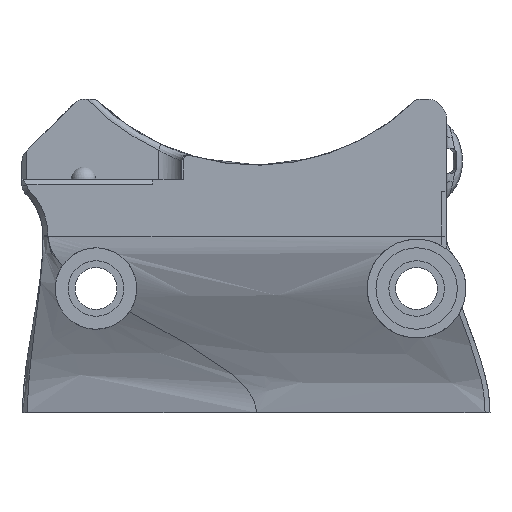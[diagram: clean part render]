
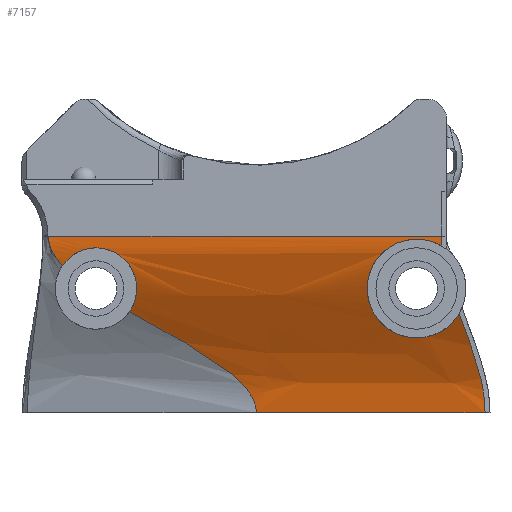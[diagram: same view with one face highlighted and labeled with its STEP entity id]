
A CAD part, front view. The second image highlights one B-rep face of the part: STEP entity #7157.
In plain terms, the highlighted free-form (B-spline) face has degree [3, 3] with [10, 4] control points.
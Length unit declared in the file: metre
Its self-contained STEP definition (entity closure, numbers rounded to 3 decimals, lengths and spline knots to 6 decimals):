
#1120=LINE('',#15580,#1725);
#1124=LINE('',#15689,#1729);
#1725=VECTOR('',#9262,1.);
#1729=VECTOR('',#9270,1.);
#3651=ORIENTED_EDGE('',*,*,#4796,.T.);
#3652=ORIENTED_EDGE('',*,*,#4811,.T.);
#3653=ORIENTED_EDGE('',*,*,#4798,.T.);
#3654=ORIENTED_EDGE('',*,*,#4804,.T.);
#3655=ORIENTED_EDGE('',*,*,#4812,.F.);
#3656=ORIENTED_EDGE('',*,*,#4709,.T.);
#3657=ORIENTED_EDGE('',*,*,#4813,.F.);
#3658=ORIENTED_EDGE('',*,*,#4814,.T.);
#4709=EDGE_CURVE('',#5460,#5459,#5763,.T.);
#4796=EDGE_CURVE('',#5529,#5528,#5798,.T.);
#4798=EDGE_CURVE('',#5530,#5523,#5799,.T.);
#4804=EDGE_CURVE('',#5523,#5512,#1120,.T.);
#4811=EDGE_CURVE('',#5528,#5530,#5804,.T.);
#4812=EDGE_CURVE('',#5460,#5512,#5805,.T.);
#4813=EDGE_CURVE('',#5538,#5459,#5806,.T.);
#4814=EDGE_CURVE('',#5538,#5529,#1124,.T.);
#5459=VERTEX_POINT('',#14217);
#5460=VERTEX_POINT('',#14218);
#5512=VERTEX_POINT('',#15467);
#5523=VERTEX_POINT('',#15499);
#5528=VERTEX_POINT('',#15533);
#5529=VERTEX_POINT('',#15538);
#5530=VERTEX_POINT('',#15560);
#5538=VERTEX_POINT('',#15688);
#5763=B_SPLINE_CURVE_WITH_KNOTS('',3,(#14219,#14220,#14221,#14222,#14223,
#14224,#14225,#14226,#14227),.UNSPECIFIED.,.F.,.F.,(4,1,1,1,1,1,4),(0.,
0.00269,0.004035,0.005379,0.006724,
0.008069,0.010759),.UNSPECIFIED.);
#5798=B_SPLINE_CURVE_WITH_KNOTS('',3,(#15534,#15535,#15536,#15537),
 .UNSPECIFIED.,.F.,.F.,(4,4),(0.,1.),.PIECEWISE_BEZIER_KNOTS.);
#5799=B_SPLINE_CURVE_WITH_KNOTS('',3,(#15556,#15557,#15558,#15559),
 .UNSPECIFIED.,.F.,.F.,(4,4),(0.,1.),.PIECEWISE_BEZIER_KNOTS.);
#5804=B_SPLINE_CURVE_WITH_KNOTS('',3,(#15669,#15670,#15671,#15672,#15673,
#15674,#15675,#15676,#15677,#15678,#15679),.UNSPECIFIED.,.F.,.F.,(4,1,1,
1,1,1,1,1,4),(0.,0.002441,0.004882,
0.007323,0.009764,0.012205,0.014646,
0.017087,0.019528),.UNSPECIFIED.);
#5805=B_SPLINE_CURVE_WITH_KNOTS('',3,(#15680,#15681,#15682,#15683),
 .UNSPECIFIED.,.F.,.F.,(4,4),(0.,1.),.PIECEWISE_BEZIER_KNOTS.);
#5806=B_SPLINE_CURVE_WITH_KNOTS('',3,(#15684,#15685,#15686,#15687),
 .UNSPECIFIED.,.F.,.F.,(4,4),(0.,1.),.PIECEWISE_BEZIER_KNOTS.);
#6225=EDGE_LOOP('',(#3651,#3652,#3653,#3654,#3655,#3656,#3657,#3658));
#6692=FACE_BOUND('',#6225,.T.);
#6798=B_SPLINE_SURFACE_WITH_KNOTS('',3,3,((#15629,#15630,#15631,#15632),
(#15633,#15634,#15635,#15636),(#15637,#15638,#15639,#15640),(#15641,#15642,
#15643,#15644),(#15645,#15646,#15647,#15648),(#15649,#15650,#15651,#15652),
(#15653,#15654,#15655,#15656),(#15657,#15658,#15659,#15660),(#15661,#15662,
#15663,#15664),(#15665,#15666,#15667,#15668)),.UNSPECIFIED.,.F.,.F.,.F.,
(4,2,2,2,4),(4,4),(0.,0.25,0.5,0.75,1.),(0.,1.),.UNSPECIFIED.);
#7157=ADVANCED_FACE('',(#6692),#6798,.T.);
#9262=DIRECTION('',(-1.,0.,0.));
#9270=DIRECTION('',(1.,0.,0.));
#14217=CARTESIAN_POINT('',(-0.010297,-0.043268,0.008485));
#14218=CARTESIAN_POINT('',(-0.015724,-0.044991,0.01224));
#14219=CARTESIAN_POINT('',(-0.015724,-0.044991,0.01224));
#14220=CARTESIAN_POINT('',(-0.015226,-0.04521,0.012969));
#14221=CARTESIAN_POINT('',(-0.013999,-0.045311,0.013752));
#14222=CARTESIAN_POINT('',(-0.012159,-0.045302,0.013665));
#14223=CARTESIAN_POINT('',(-0.010922,-0.045212,0.013059));
#14224=CARTESIAN_POINT('',(-0.01004,-0.044946,0.012025));
#14225=CARTESIAN_POINT('',(-0.009519,-0.044313,0.010382));
#14226=CARTESIAN_POINT('',(-0.009824,-0.04365,0.00916));
#14227=CARTESIAN_POINT('',(-0.010297,-0.043268,0.008485));
#15467=CARTESIAN_POINT('',(-0.0169,-0.045364,0.014628));
#15499=CARTESIAN_POINT('',(0.015,-0.045364,0.014628));
#15533=CARTESIAN_POINT('',(0.016447,-0.043178,0.008348));
#15534=CARTESIAN_POINT('',(0.01855,-0.04,0.0003));
#15535=CARTESIAN_POINT('',(0.01855,-0.04,0.005122));
#15536=CARTESIAN_POINT('',(0.015,-0.045364,0.009806));
#15537=CARTESIAN_POINT('',(0.015,-0.045364,0.014628));
#15538=CARTESIAN_POINT('',(0.01855,-0.04,0.0003));
#15556=CARTESIAN_POINT('',(0.01855,-0.04,0.0003));
#15557=CARTESIAN_POINT('',(0.01855,-0.04,0.005122));
#15558=CARTESIAN_POINT('',(0.015,-0.045364,0.009806));
#15559=CARTESIAN_POINT('',(0.015,-0.045364,0.014628));
#15560=CARTESIAN_POINT('',(0.015032,-0.045316,0.013823));
#15580=CARTESIAN_POINT('',(0.004725,-0.045364,0.014628));
#15629=CARTESIAN_POINT('',(0.,-0.04,0.0003));
#15630=CARTESIAN_POINT('',(0.,-0.04,0.005358));
#15631=CARTESIAN_POINT('',(-0.0169,-0.045364,0.00957));
#15632=CARTESIAN_POINT('',(-0.0169,-0.045364,0.014628));
#15633=CARTESIAN_POINT('',(0.001546,-0.04,0.0003));
#15634=CARTESIAN_POINT('',(0.001546,-0.04,0.005359));
#15635=CARTESIAN_POINT('',(-0.014242,-0.045364,0.009569));
#15636=CARTESIAN_POINT('',(-0.014242,-0.045364,0.014628));
#15637=CARTESIAN_POINT('',(0.003092,-0.04,0.0003));
#15638=CARTESIAN_POINT('',(0.003092,-0.04,0.005346));
#15639=CARTESIAN_POINT('',(-0.011583,-0.045364,0.009582));
#15640=CARTESIAN_POINT('',(-0.011583,-0.045364,0.014628));
#15641=CARTESIAN_POINT('',(0.006183,-0.04,0.0003));
#15642=CARTESIAN_POINT('',(0.006183,-0.04,0.0053));
#15643=CARTESIAN_POINT('',(-0.006267,-0.045364,0.009628));
#15644=CARTESIAN_POINT('',(-0.006267,-0.045364,0.014628));
#15645=CARTESIAN_POINT('',(0.007729,-0.04,0.0003));
#15646=CARTESIAN_POINT('',(0.007729,-0.04,0.00527));
#15647=CARTESIAN_POINT('',(-0.003608,-0.045364,0.009658));
#15648=CARTESIAN_POINT('',(-0.003608,-0.045364,0.014628));
#15649=CARTESIAN_POINT('',(0.010821,-0.04,0.0003));
#15650=CARTESIAN_POINT('',(0.010821,-0.04,0.00521));
#15651=CARTESIAN_POINT('',(0.001708,-0.045364,0.009717));
#15652=CARTESIAN_POINT('',(0.001708,-0.045364,0.014628));
#15653=CARTESIAN_POINT('',(0.012367,-0.04,0.0003));
#15654=CARTESIAN_POINT('',(0.012367,-0.04,0.005182));
#15655=CARTESIAN_POINT('',(0.004367,-0.045364,0.009746));
#15656=CARTESIAN_POINT('',(0.004367,-0.045364,0.014628));
#15657=CARTESIAN_POINT('',(0.015458,-0.04,0.0003));
#15658=CARTESIAN_POINT('',(0.015458,-0.04,0.005139));
#15659=CARTESIAN_POINT('',(0.009683,-0.045364,0.009789));
#15660=CARTESIAN_POINT('',(0.009683,-0.045364,0.014628));
#15661=CARTESIAN_POINT('',(0.017004,-0.04,0.0003));
#15662=CARTESIAN_POINT('',(0.017004,-0.04,0.005122));
#15663=CARTESIAN_POINT('',(0.012342,-0.045364,0.009806));
#15664=CARTESIAN_POINT('',(0.012342,-0.045364,0.014628));
#15665=CARTESIAN_POINT('',(0.01855,-0.04,0.0003));
#15666=CARTESIAN_POINT('',(0.01855,-0.04,0.005122));
#15667=CARTESIAN_POINT('',(0.015,-0.045364,0.009806));
#15668=CARTESIAN_POINT('',(0.015,-0.045364,0.014628));
#15669=CARTESIAN_POINT('',(0.016447,-0.043178,0.008348));
#15670=CARTESIAN_POINT('',(0.016069,-0.042822,0.007707));
#15671=CARTESIAN_POINT('',(0.014947,-0.042196,0.006606));
#15672=CARTESIAN_POINT('',(0.012387,-0.041949,0.006155));
#15673=CARTESIAN_POINT('',(0.010129,-0.042572,0.007277));
#15674=CARTESIAN_POINT('',(0.008964,-0.043693,0.009233));
#15675=CARTESIAN_POINT('',(0.008926,-0.044802,0.0115));
#15676=CARTESIAN_POINT('',(0.010259,-0.045355,0.013641));
#15677=CARTESIAN_POINT('',(0.012658,-0.045357,0.014623));
#15678=CARTESIAN_POINT('',(0.014321,-0.045365,0.014242));
#15679=CARTESIAN_POINT('',(0.015032,-0.045316,0.013823));
#15680=CARTESIAN_POINT('',(0.,-0.04,0.0003));
#15681=CARTESIAN_POINT('',(0.,-0.04,0.005358));
#15682=CARTESIAN_POINT('',(-0.0169,-0.045364,0.00957));
#15683=CARTESIAN_POINT('',(-0.0169,-0.045364,0.014628));
#15684=CARTESIAN_POINT('',(0.,-0.04,0.0003));
#15685=CARTESIAN_POINT('',(0.,-0.04,0.005358));
#15686=CARTESIAN_POINT('',(-0.0169,-0.045364,0.00957));
#15687=CARTESIAN_POINT('',(-0.0169,-0.045364,0.014628));
#15688=CARTESIAN_POINT('',(0.,-0.04,0.0003));
#15689=CARTESIAN_POINT('',(0.,-0.04,0.0003));
